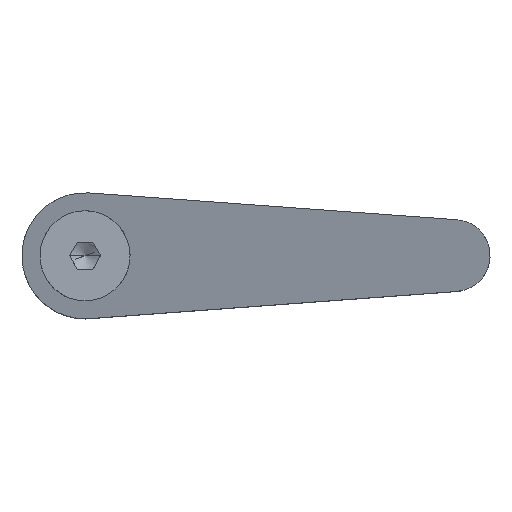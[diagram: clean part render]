
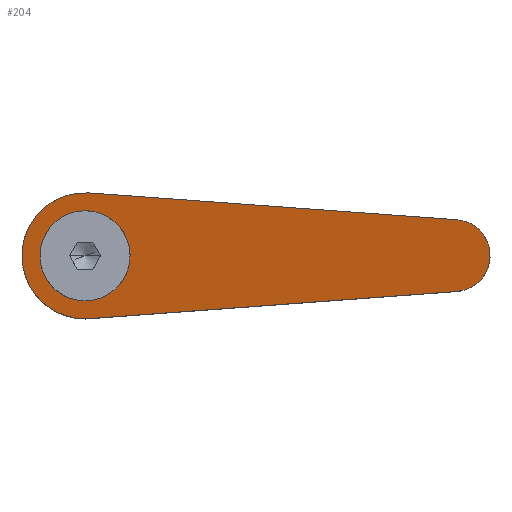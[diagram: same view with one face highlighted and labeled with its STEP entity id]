
A CAD part, top view. The second image highlights one B-rep face of the part: STEP entity #204.
In plain terms, the highlighted planar face has unit normal (-0.28, 0, 0.96).
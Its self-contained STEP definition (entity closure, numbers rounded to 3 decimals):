
#204=ADVANCED_FACE('',(#554,#555),#556,.F.);
#208=EDGE_CURVE('',#278,#402,#560,.T.);
#210=EDGE_CURVE('',#270,#308,#562,.T.);
#214=VERTEX_POINT('',#566);
#226=EDGE_CURVE('',#512,#214,#579,.T.);
#270=VERTEX_POINT('',#629);
#278=VERTEX_POINT('',#641);
#282=VERTEX_POINT('',#645);
#308=VERTEX_POINT('',#672);
#314=EDGE_CURVE('',#282,#278,#680,.T.);
#402=VERTEX_POINT('',#774);
#424=EDGE_CURVE('',#308,#512,#797,.T.);
#448=EDGE_CURVE('',#402,#282,#823,.T.);
#488=EDGE_CURVE('',#214,#506,#871,.T.);
#504=EDGE_CURVE('',#506,#270,#890,.T.);
#506=VERTEX_POINT('',#892);
#512=VERTEX_POINT('',#898);
#554=FACE_OUTER_BOUND('',#936,.T.);
#555=FACE_BOUND('',#937,.T.);
#556=PLANE('',#938);
#560=ELLIPSE('',#943,5.209,5.0);
#562=ELLIPSE('',#946,7.293,7.0);
#566=CARTESIAN_POINT('',(41.293,-3.989,46.606));
#579=LINE('',#980,#981);
#629=CARTESIAN_POINT('',(0.512,6.981,34.694));
#641=CARTESIAN_POINT('',(0.,-5.0,34.545));
#645=CARTESIAN_POINT('',(-1.548,-4.754,34.092));
#672=CARTESIAN_POINT('',(-7.,0.,32.5));
#680=ELLIPSE('',#1148,5.209,5.0);
#774=CARTESIAN_POINT('',(0.,5.0,34.545));
#797=ELLIPSE('',#1316,7.293,7.0);
#823=ELLIPSE('',#1351,5.209,5.0);
#871=ELLIPSE('',#1418,4.167,4.);
#890=LINE('',#1454,#1455);
#892=CARTESIAN_POINT('',(41.293,3.989,46.606));
#898=CARTESIAN_POINT('',(0.512,-6.981,34.694));
#936=EDGE_LOOP('',(#1500,#1501,#1502,#1503,#1504));
#937=EDGE_LOOP('',(#1505,#1506,#1507));
#938=AXIS2_PLACEMENT_3D('',#1508,#1509,#1510);
#943=AXIS2_PLACEMENT_3D('',#1511,#1512,#1513);
#946=AXIS2_PLACEMENT_3D('',#1514,#1515,#1516);
#980=CARTESIAN_POINT('',(44.068,-3.786,47.417));
#981=VECTOR('',#1530,1.0);
#1148=AXIS2_PLACEMENT_3D('',#1647,#1648,#1649);
#1316=AXIS2_PLACEMENT_3D('',#1750,#1751,#1752);
#1351=AXIS2_PLACEMENT_3D('',#1782,#1783,#1784);
#1418=AXIS2_PLACEMENT_3D('',#1869,#1870,#1871);
#1454=CARTESIAN_POINT('',(25.273,5.165,41.927));
#1455=VECTOR('',#1891,1.0);
#1500=ORIENTED_EDGE('',*,*,#210,.T.);
#1501=ORIENTED_EDGE('',*,*,#424,.T.);
#1502=ORIENTED_EDGE('',*,*,#226,.T.);
#1503=ORIENTED_EDGE('',*,*,#488,.T.);
#1504=ORIENTED_EDGE('',*,*,#504,.T.);
#1505=ORIENTED_EDGE('',*,*,#314,.F.);
#1506=ORIENTED_EDGE('',*,*,#448,.F.);
#1507=ORIENTED_EDGE('',*,*,#208,.F.);
#1508=CARTESIAN_POINT('',(19.395,0.,40.21));
#1509=DIRECTION('',(0.28,0.,-0.96));
#1510=DIRECTION('',(0.269,0.96,0.079));
#1511=CARTESIAN_POINT('',(0.0,0.0,34.545));
#1512=DIRECTION('',(-0.28,0.,0.96));
#1513=DIRECTION('',(-0.96,0.0,-0.28));
#1514=CARTESIAN_POINT('',(0.,0.,34.545));
#1515=DIRECTION('',(-0.28,0.,0.96));
#1516=DIRECTION('',(-0.96,0.,-0.28));
#1530=DIRECTION('',(0.958,0.07,0.28));
#1647=CARTESIAN_POINT('',(0.0,0.0,34.545));
#1648=DIRECTION('',(-0.28,0.,0.96));
#1649=DIRECTION('',(-0.96,0.0,-0.28));
#1750=CARTESIAN_POINT('',(0.,0.,34.545));
#1751=DIRECTION('',(-0.28,0.,0.96));
#1752=DIRECTION('',(-0.96,0.,-0.28));
#1782=CARTESIAN_POINT('',(0.0,0.0,34.545));
#1783=DIRECTION('',(-0.28,0.,0.96));
#1784=DIRECTION('',(-0.96,0.0,-0.28));
#1869=CARTESIAN_POINT('',(41.0,0.0,46.521));
#1870=DIRECTION('',(-0.28,0.,0.96));
#1871=DIRECTION('',(0.96,0.,0.28));
#1891=DIRECTION('',(-0.958,0.07,-0.28));
